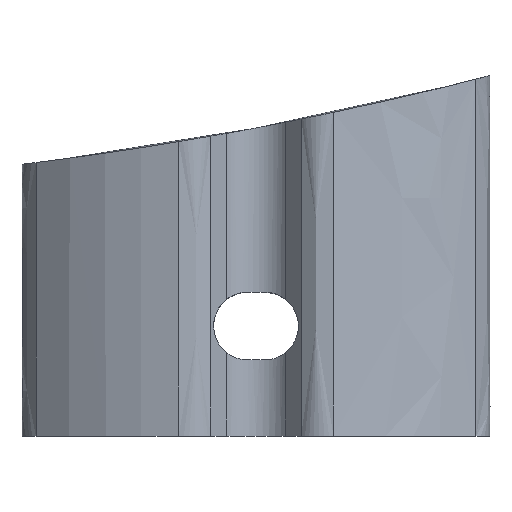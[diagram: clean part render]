
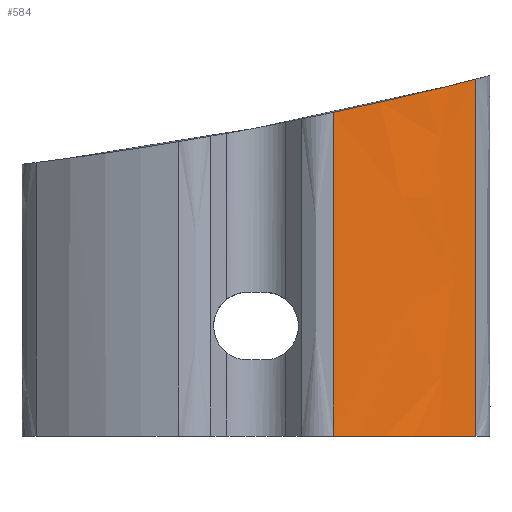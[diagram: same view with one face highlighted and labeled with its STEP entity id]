
A CAD part, top view. The second image highlights one B-rep face of the part: STEP entity #584.
In plain terms, the highlighted free-form (B-spline) face has degree [3, 3] with [5, 4] control points.
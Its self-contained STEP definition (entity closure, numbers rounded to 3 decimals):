
#99=FACE_OUTER_BOUND('',#134,.T.);
#134=EDGE_LOOP('',(#445,#446,#447,#448));
#175=B_SPLINE_CURVE_WITH_KNOTS('',3,(#1152,#1153,#1154,#1155,#1156,#1157,
#1158),.UNSPECIFIED.,.F.,.F.,(4,3,4),(-1.177,-0.613,
0.),.UNSPECIFIED.);
#193=B_SPLINE_CURVE_WITH_KNOTS('',3,(#1542,#1543,#1544,#1545),
 .UNSPECIFIED.,.F.,.F.,(4,4),(0.,1.911),
 .UNSPECIFIED.);
#194=B_SPLINE_CURVE_WITH_KNOTS('',3,(#1567,#1568,#1569,#1570,#1571,#1572,
#1573),.UNSPECIFIED.,.F.,.F.,(4,3,4),(-0.589,-0.364,
-0.195),.UNSPECIFIED.);
#195=B_SPLINE_CURVE_WITH_KNOTS('',3,(#1574,#1575,#1576,#1577),
 .UNSPECIFIED.,.F.,.F.,(4,4),(0.046,2.154),
 .UNSPECIFIED.);
#228=VERTEX_POINT('',#1115);
#230=VERTEX_POINT('',#1151);
#256=VERTEX_POINT('',#1534);
#257=VERTEX_POINT('',#1566);
#296=EDGE_CURVE('',#230,#228,#175,.F.);
#329=EDGE_CURVE('',#256,#228,#193,.T.);
#330=EDGE_CURVE('',#257,#256,#194,.T.);
#331=EDGE_CURVE('',#230,#257,#195,.T.);
#445=ORIENTED_EDGE('',*,*,#329,.F.);
#446=ORIENTED_EDGE('',*,*,#330,.F.);
#447=ORIENTED_EDGE('',*,*,#331,.F.);
#448=ORIENTED_EDGE('',*,*,#296,.T.);
#562=B_SPLINE_SURFACE_WITH_KNOTS('',3,3,((#1546,#1547,#1548,#1549),(#1550,
#1551,#1552,#1553),(#1554,#1555,#1556,#1557),(#1558,#1559,#1560,#1561),
(#1562,#1563,#1564,#1565)),.UNSPECIFIED.,.F.,.F.,.F.,(4,1,4),(4,4),(0.161,
0.445,0.823),(0.,2.108),
 .UNSPECIFIED.);
#584=ADVANCED_FACE('',(#99),#562,.T.);
#1115=CARTESIAN_POINT('',(40.569,21.6,70.513));
#1151=CARTESIAN_POINT('',(48.984,23.567,66.557));
#1152=CARTESIAN_POINT('Ctrl Pts',(40.569,21.6,70.513));
#1153=CARTESIAN_POINT('Ctrl Pts',(41.898,21.882,70.252));
#1154=CARTESIAN_POINT('Ctrl Pts',(43.224,22.176,69.897));
#1155=CARTESIAN_POINT('Ctrl Pts',(44.55,22.485,69.35));
#1156=CARTESIAN_POINT('Ctrl Pts',(45.991,22.82,68.756));
#1157=CARTESIAN_POINT('Ctrl Pts',(47.492,23.186,67.9));
#1158=CARTESIAN_POINT('Ctrl Pts',(48.984,23.567,66.557));
#1534=CARTESIAN_POINT('',(40.569,2.491,70.513));
#1542=CARTESIAN_POINT('Ctrl Pts',(40.569,2.491,70.513));
#1543=CARTESIAN_POINT('Ctrl Pts',(40.569,8.861,70.513));
#1544=CARTESIAN_POINT('Ctrl Pts',(40.569,15.23,70.513));
#1545=CARTESIAN_POINT('Ctrl Pts',(40.569,21.6,70.513));
#1546=CARTESIAN_POINT('Ctrl Pts',(40.569,2.491,70.513));
#1547=CARTESIAN_POINT('Ctrl Pts',(40.569,9.516,70.513));
#1548=CARTESIAN_POINT('Ctrl Pts',(40.569,16.542,70.513));
#1549=CARTESIAN_POINT('Ctrl Pts',(40.569,23.567,70.513));
#1550=CARTESIAN_POINT('Ctrl Pts',(42.012,2.491,70.229));
#1551=CARTESIAN_POINT('Ctrl Pts',(42.012,9.516,70.229));
#1552=CARTESIAN_POINT('Ctrl Pts',(42.012,16.542,70.229));
#1553=CARTESIAN_POINT('Ctrl Pts',(42.012,23.567,70.229));
#1554=CARTESIAN_POINT('Ctrl Pts',(45.181,2.491,69.334));
#1555=CARTESIAN_POINT('Ctrl Pts',(45.181,9.516,69.334));
#1556=CARTESIAN_POINT('Ctrl Pts',(45.181,16.542,69.334));
#1557=CARTESIAN_POINT('Ctrl Pts',(45.181,23.567,69.334));
#1558=CARTESIAN_POINT('Ctrl Pts',(47.719,2.491,67.696));
#1559=CARTESIAN_POINT('Ctrl Pts',(47.719,9.516,67.696));
#1560=CARTESIAN_POINT('Ctrl Pts',(47.719,16.542,67.696));
#1561=CARTESIAN_POINT('Ctrl Pts',(47.719,23.567,67.696));
#1562=CARTESIAN_POINT('Ctrl Pts',(48.984,2.491,66.557));
#1563=CARTESIAN_POINT('Ctrl Pts',(48.984,9.516,66.557));
#1564=CARTESIAN_POINT('Ctrl Pts',(48.984,16.542,66.557));
#1565=CARTESIAN_POINT('Ctrl Pts',(48.984,23.567,66.557));
#1566=CARTESIAN_POINT('',(48.984,2.491,66.557));
#1567=CARTESIAN_POINT('Ctrl Pts',(48.984,2.491,66.557));
#1568=CARTESIAN_POINT('Ctrl Pts',(47.719,2.491,67.696));
#1569=CARTESIAN_POINT('Ctrl Pts',(46.269,2.491,68.632));
#1570=CARTESIAN_POINT('Ctrl Pts',(44.613,2.491,69.325));
#1571=CARTESIAN_POINT('Ctrl Pts',(43.37,2.491,69.845));
#1572=CARTESIAN_POINT('Ctrl Pts',(42.012,2.491,70.229));
#1573=CARTESIAN_POINT('Ctrl Pts',(40.569,2.491,70.513));
#1574=CARTESIAN_POINT('Ctrl Pts',(48.984,23.567,66.557));
#1575=CARTESIAN_POINT('Ctrl Pts',(48.984,16.542,66.557));
#1576=CARTESIAN_POINT('Ctrl Pts',(48.984,9.516,66.557));
#1577=CARTESIAN_POINT('Ctrl Pts',(48.984,2.491,66.557));
